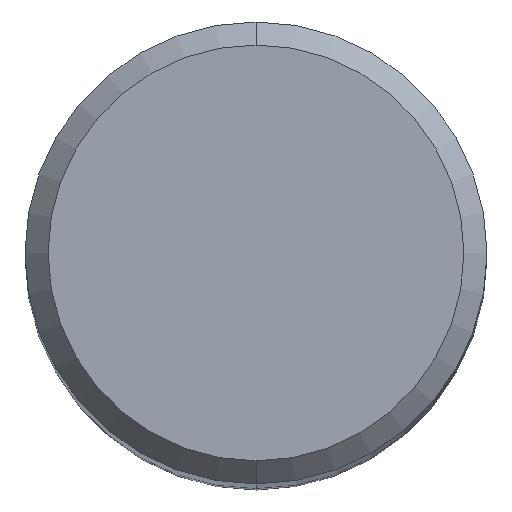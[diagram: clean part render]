
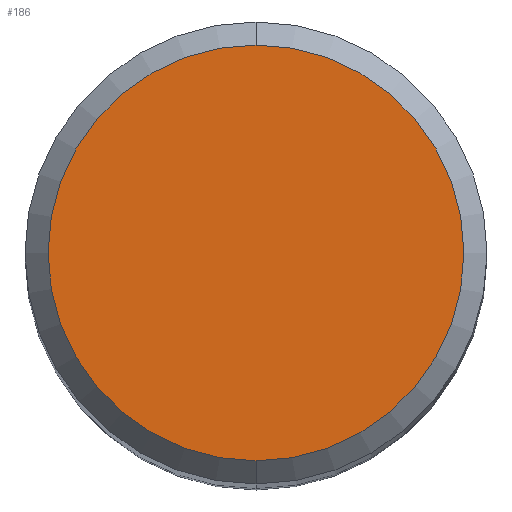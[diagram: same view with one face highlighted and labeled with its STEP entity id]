
A CAD part, top view. The second image highlights one B-rep face of the part: STEP entity #186.
In plain terms, the highlighted planar face has unit normal (0, 0, 1).
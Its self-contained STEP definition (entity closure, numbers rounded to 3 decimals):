
#180=VERTEX_POINT('',#481);
#186=ADVANCED_FACE('',(#487),#488,.T.);
#310=EDGE_CURVE('',#180,#412,#628,.T.);
#412=VERTEX_POINT('',#737);
#414=EDGE_CURVE('',#412,#180,#739,.T.);
#481=CARTESIAN_POINT('',(0.0,4.5,0.0));
#487=FACE_OUTER_BOUND('',#825,.T.);
#488=PLANE('',#826);
#628=CIRCLE('',#1108,4.5);
#737=CARTESIAN_POINT('',(0.,-4.5,0.0));
#739=CIRCLE('',#1397,4.5);
#825=EDGE_LOOP('',(#1465,#1466));
#826=AXIS2_PLACEMENT_3D('',#1467,#1468,#1469);
#1108=AXIS2_PLACEMENT_3D('',#1651,#1652,#1653);
#1397=AXIS2_PLACEMENT_3D('',#1754,#1755,#1756);
#1465=ORIENTED_EDGE('',*,*,#310,.F.);
#1466=ORIENTED_EDGE('',*,*,#414,.F.);
#1467=CARTESIAN_POINT('',(0.0,2.25,0.0));
#1468=DIRECTION('',(-0.0,0.0,1.0));
#1469=DIRECTION('',(0.0,-1.0,0.0));
#1651=CARTESIAN_POINT('',(0.0,0.0,0.0));
#1652=DIRECTION('',(0.0,0.0,-1.0));
#1653=DIRECTION('',(0.0,1.0,0.0));
#1754=CARTESIAN_POINT('',(0.0,0.0,0.0));
#1755=DIRECTION('',(0.0,0.0,-1.0));
#1756=DIRECTION('',(0.0,1.0,0.0));
